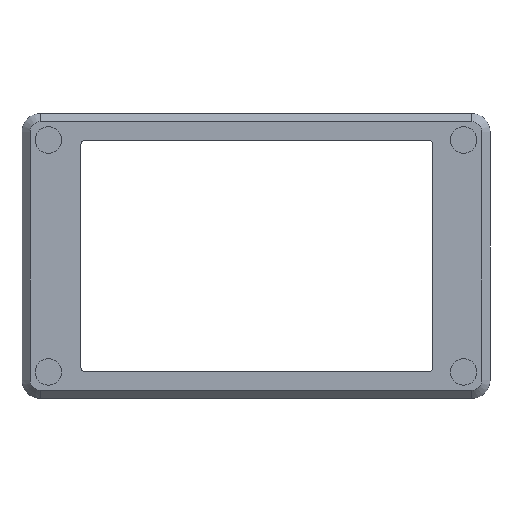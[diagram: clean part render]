
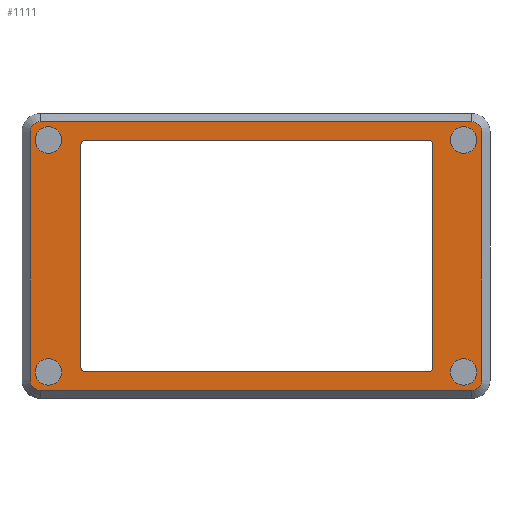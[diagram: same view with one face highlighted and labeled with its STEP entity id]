
A CAD part, top view. The second image highlights one B-rep face of the part: STEP entity #1111.
In plain terms, the highlighted planar face has unit normal (0, 0, 1).
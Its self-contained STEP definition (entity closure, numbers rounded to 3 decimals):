
#15=FACE_BOUND('',#356,.T.);
#16=FACE_BOUND('',#357,.T.);
#17=FACE_BOUND('',#358,.T.);
#18=FACE_BOUND('',#359,.T.);
#19=FACE_BOUND('',#360,.T.);
#56=LINE('',#1674,#164);
#61=LINE('',#1688,#169);
#65=LINE('',#1700,#173);
#69=LINE('',#1712,#177);
#78=LINE('',#1738,#186);
#79=LINE('',#1742,#187);
#80=LINE('',#1746,#188);
#81=LINE('',#1750,#189);
#164=VECTOR('',#1327,10.);
#169=VECTOR('',#1340,10.);
#173=VECTOR('',#1352,10.);
#177=VECTOR('',#1364,10.);
#186=VECTOR('',#1393,10.);
#187=VECTOR('',#1396,10.);
#188=VECTOR('',#1399,10.);
#189=VECTOR('',#1402,10.);
#287=FACE_OUTER_BOUND('',#355,.T.);
#355=EDGE_LOOP('',(#787,#788,#789,#790,#791,#792,#793,#794));
#356=EDGE_LOOP('',(#795,#796,#797,#798,#799,#800,#801,#802));
#357=EDGE_LOOP('',(#803));
#358=EDGE_LOOP('',(#804));
#359=EDGE_LOOP('',(#805));
#360=EDGE_LOOP('',(#806));
#423=CIRCLE('',#1196,2.5);
#425=CIRCLE('',#1200,2.5);
#427=CIRCLE('',#1204,2.5);
#429=CIRCLE('',#1208,2.5);
#433=CIRCLE('',#1217,1.);
#434=CIRCLE('',#1218,1.);
#435=CIRCLE('',#1219,1.);
#436=CIRCLE('',#1220,1.);
#437=CIRCLE('',#1221,3.25);
#438=CIRCLE('',#1222,3.25);
#439=CIRCLE('',#1223,3.25);
#440=CIRCLE('',#1224,3.25);
#476=VERTEX_POINT('',#1671);
#477=VERTEX_POINT('',#1673);
#480=VERTEX_POINT('',#1680);
#482=VERTEX_POINT('',#1686);
#484=VERTEX_POINT('',#1692);
#486=VERTEX_POINT('',#1698);
#488=VERTEX_POINT('',#1704);
#490=VERTEX_POINT('',#1710);
#496=VERTEX_POINT('',#1736);
#497=VERTEX_POINT('',#1737);
#498=VERTEX_POINT('',#1739);
#499=VERTEX_POINT('',#1741);
#500=VERTEX_POINT('',#1743);
#501=VERTEX_POINT('',#1745);
#502=VERTEX_POINT('',#1747);
#503=VERTEX_POINT('',#1749);
#504=VERTEX_POINT('',#1752);
#505=VERTEX_POINT('',#1754);
#506=VERTEX_POINT('',#1756);
#507=VERTEX_POINT('',#1758);
#580=EDGE_CURVE('',#476,#477,#56,.T.);
#584=EDGE_CURVE('',#480,#476,#423,.T.);
#587=EDGE_CURVE('',#482,#480,#61,.T.);
#590=EDGE_CURVE('',#484,#482,#425,.T.);
#593=EDGE_CURVE('',#486,#484,#65,.T.);
#596=EDGE_CURVE('',#488,#486,#427,.T.);
#599=EDGE_CURVE('',#490,#488,#69,.T.);
#601=EDGE_CURVE('',#477,#490,#429,.T.);
#612=EDGE_CURVE('',#496,#497,#78,.T.);
#613=EDGE_CURVE('',#498,#497,#433,.T.);
#614=EDGE_CURVE('',#498,#499,#79,.T.);
#615=EDGE_CURVE('',#500,#499,#434,.T.);
#616=EDGE_CURVE('',#500,#501,#80,.T.);
#617=EDGE_CURVE('',#502,#501,#435,.T.);
#618=EDGE_CURVE('',#502,#503,#81,.T.);
#619=EDGE_CURVE('',#496,#503,#436,.T.);
#620=EDGE_CURVE('',#504,#504,#437,.T.);
#621=EDGE_CURVE('',#505,#505,#438,.T.);
#622=EDGE_CURVE('',#506,#506,#439,.T.);
#623=EDGE_CURVE('',#507,#507,#440,.T.);
#787=ORIENTED_EDGE('',*,*,#580,.F.);
#788=ORIENTED_EDGE('',*,*,#584,.F.);
#789=ORIENTED_EDGE('',*,*,#587,.F.);
#790=ORIENTED_EDGE('',*,*,#590,.F.);
#791=ORIENTED_EDGE('',*,*,#593,.F.);
#792=ORIENTED_EDGE('',*,*,#596,.F.);
#793=ORIENTED_EDGE('',*,*,#599,.F.);
#794=ORIENTED_EDGE('',*,*,#601,.F.);
#795=ORIENTED_EDGE('',*,*,#612,.T.);
#796=ORIENTED_EDGE('',*,*,#613,.F.);
#797=ORIENTED_EDGE('',*,*,#614,.T.);
#798=ORIENTED_EDGE('',*,*,#615,.F.);
#799=ORIENTED_EDGE('',*,*,#616,.T.);
#800=ORIENTED_EDGE('',*,*,#617,.F.);
#801=ORIENTED_EDGE('',*,*,#618,.T.);
#802=ORIENTED_EDGE('',*,*,#619,.F.);
#803=ORIENTED_EDGE('',*,*,#620,.T.);
#804=ORIENTED_EDGE('',*,*,#621,.T.);
#805=ORIENTED_EDGE('',*,*,#622,.T.);
#806=ORIENTED_EDGE('',*,*,#623,.T.);
#1065=PLANE('',#1216);
#1111=ADVANCED_FACE('',(#287,#15,#16,#17,#18,#19),#1065,.T.);
#1196=AXIS2_PLACEMENT_3D('',#1682,#1333,#1334);
#1200=AXIS2_PLACEMENT_3D('',#1694,#1345,#1346);
#1204=AXIS2_PLACEMENT_3D('',#1706,#1357,#1358);
#1208=AXIS2_PLACEMENT_3D('',#1715,#1368,#1369);
#1216=AXIS2_PLACEMENT_3D('',#1735,#1391,#1392);
#1217=AXIS2_PLACEMENT_3D('',#1740,#1394,#1395);
#1218=AXIS2_PLACEMENT_3D('',#1744,#1397,#1398);
#1219=AXIS2_PLACEMENT_3D('',#1748,#1400,#1401);
#1220=AXIS2_PLACEMENT_3D('',#1751,#1403,#1404);
#1221=AXIS2_PLACEMENT_3D('',#1753,#1405,#1406);
#1222=AXIS2_PLACEMENT_3D('',#1755,#1407,#1408);
#1223=AXIS2_PLACEMENT_3D('',#1757,#1409,#1410);
#1224=AXIS2_PLACEMENT_3D('',#1759,#1411,#1412);
#1327=DIRECTION('',(1.,0.,0.));
#1333=DIRECTION('center_axis',(0.,0.,-1.));
#1334=DIRECTION('ref_axis',(0.,1.,0.));
#1340=DIRECTION('',(0.,1.,0.));
#1345=DIRECTION('center_axis',(0.,0.,-1.));
#1346=DIRECTION('ref_axis',(-1.,0.,0.));
#1352=DIRECTION('',(-1.,0.,0.));
#1357=DIRECTION('center_axis',(0.,0.,-1.));
#1358=DIRECTION('ref_axis',(0.,-1.,0.));
#1364=DIRECTION('',(0.,-1.,0.));
#1368=DIRECTION('center_axis',(0.,0.,-1.));
#1369=DIRECTION('ref_axis',(1.,0.,0.));
#1391=DIRECTION('center_axis',(0.,0.,1.));
#1392=DIRECTION('ref_axis',(1.,0.,0.));
#1393=DIRECTION('',(-1.,0.,0.));
#1394=DIRECTION('center_axis',(0.,0.,1.));
#1395=DIRECTION('ref_axis',(-0.707,-0.707,0.));
#1396=DIRECTION('',(0.,1.,0.));
#1397=DIRECTION('center_axis',(0.,0.,1.));
#1398=DIRECTION('ref_axis',(-0.707,0.707,0.));
#1399=DIRECTION('',(1.,0.,0.));
#1400=DIRECTION('center_axis',(0.,0.,1.));
#1401=DIRECTION('ref_axis',(0.707,0.707,0.));
#1402=DIRECTION('',(0.,-1.,0.));
#1403=DIRECTION('center_axis',(0.,0.,1.));
#1404=DIRECTION('ref_axis',(0.707,-0.707,0.));
#1405=DIRECTION('center_axis',(0.,0.,-1.));
#1406=DIRECTION('ref_axis',(1.,0.,0.));
#1407=DIRECTION('center_axis',(0.,0.,-1.));
#1408=DIRECTION('ref_axis',(1.,0.,0.));
#1409=DIRECTION('center_axis',(0.,0.,-1.));
#1410=DIRECTION('ref_axis',(1.,0.,0.));
#1411=DIRECTION('center_axis',(0.,0.,-1.));
#1412=DIRECTION('ref_axis',(1.,0.,0.));
#1671=CARTESIAN_POINT('',(-53.,33.,5.));
#1673=CARTESIAN_POINT('',(53.,33.,5.));
#1674=CARTESIAN_POINT('',(52.,33.,5.));
#1680=CARTESIAN_POINT('',(-55.5,30.5,5.));
#1682=CARTESIAN_POINT('Origin',(-53.,30.5,5.));
#1686=CARTESIAN_POINT('',(-55.5,-30.5,5.));
#1688=CARTESIAN_POINT('',(-55.5,29.5,5.));
#1692=CARTESIAN_POINT('',(-53.,-33.,5.));
#1694=CARTESIAN_POINT('Origin',(-53.,-30.5,5.));
#1698=CARTESIAN_POINT('',(53.,-33.,5.));
#1700=CARTESIAN_POINT('',(-1.,-33.,5.));
#1704=CARTESIAN_POINT('',(55.5,-30.5,5.));
#1706=CARTESIAN_POINT('Origin',(53.,-30.5,5.));
#1710=CARTESIAN_POINT('',(55.5,30.5,5.));
#1712=CARTESIAN_POINT('',(55.5,-1.,5.));
#1715=CARTESIAN_POINT('Origin',(53.,30.5,5.));
#1735=CARTESIAN_POINT('Origin',(51.,28.5,5.));
#1736=CARTESIAN_POINT('',(42.394,-28.43,5.));
#1737=CARTESIAN_POINT('',(-42.006,-28.43,5.));
#1738=CARTESIAN_POINT('',(43.394,-28.43,5.));
#1739=CARTESIAN_POINT('',(-43.006,-27.43,5.));
#1740=CARTESIAN_POINT('Origin',(-42.006,-27.43,5.));
#1741=CARTESIAN_POINT('',(-43.006,27.47,5.));
#1742=CARTESIAN_POINT('',(-43.006,-28.43,5.));
#1743=CARTESIAN_POINT('',(-42.006,28.47,5.));
#1744=CARTESIAN_POINT('Origin',(-42.006,27.47,5.));
#1745=CARTESIAN_POINT('',(42.394,28.47,5.));
#1746=CARTESIAN_POINT('',(-43.006,28.47,5.));
#1747=CARTESIAN_POINT('',(43.394,27.47,5.));
#1748=CARTESIAN_POINT('Origin',(42.394,27.47,5.));
#1749=CARTESIAN_POINT('',(43.394,-27.43,5.));
#1750=CARTESIAN_POINT('',(43.394,28.47,5.));
#1751=CARTESIAN_POINT('Origin',(42.394,-27.43,5.));
#1752=CARTESIAN_POINT('',(47.75,-28.5,5.));
#1753=CARTESIAN_POINT('Origin',(51.,-28.5,5.));
#1754=CARTESIAN_POINT('',(47.75,28.5,5.));
#1755=CARTESIAN_POINT('Origin',(51.,28.5,5.));
#1756=CARTESIAN_POINT('',(-54.25,28.5,5.));
#1757=CARTESIAN_POINT('Origin',(-51.,28.5,5.));
#1758=CARTESIAN_POINT('',(-54.25,-28.5,5.));
#1759=CARTESIAN_POINT('Origin',(-51.,-28.5,5.));
